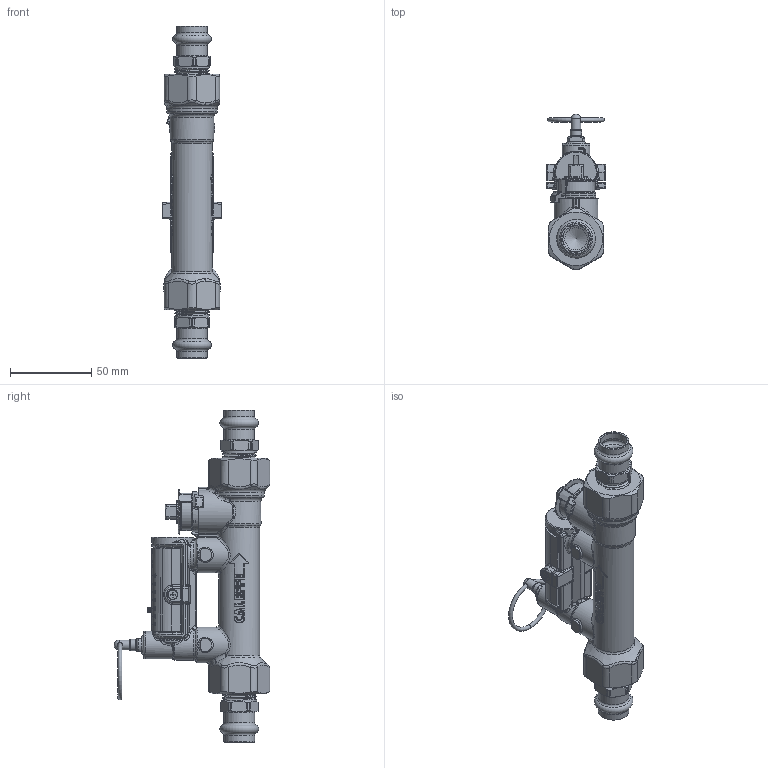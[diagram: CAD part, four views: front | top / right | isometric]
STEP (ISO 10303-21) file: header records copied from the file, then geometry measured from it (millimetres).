
FILE_DESCRIPTION(/* description */ (''),/* implementation_level */ '2;1');
FILE_NAME(/* name */ '132436A.stp',/* time_stamp */ '2025-07-16T16:27:09-05:00',/* author */ ('ischreiner'),/* organization */ (''),/* preprocessor_version */ 'ST-DEVELOPER v20',/* originating_system */ 'Autodesk Inventor 2025',/* authorisation */ '');
FILE_SCHEMA (('AUTOMOTIVE_DESIGN { 1 0 10303 214 3 1 1 }'));
Length unit declared in the file: inch
Products named in the file (3):  132436A; 132432A; Caleffi NA10494
Assembly tree (3 placements, depth 2):
   132436A
    132432A
    Caleffi NA10494  x2
Bounding box: 36.6 x 95.9 x 204.47 mm (x, y, z)
Volume: 162572.6 mm3; surface area: 51185.7 mm2
Topology: 5 solids, 7 shells, 2626 faces, 6572 edges, 3890 vertices
Faces by surface type: plane 800, bspline 730, cylinder 647, torus 181, sphere 160, cone 108
Full cylindrical faces by diameter (mm): 0.429 x1, 0.673 x1, 2.5 x3, 3 x3, 3.1 x2, 3.3 x1, 4.1 x1, 4.2 x1, 5.7 x2, 6 x3, 7 x1, 13.716 x2, 14.5 x1, 16.154 x4, 17 x1, 17.475 x2, 18.847 x4, 22 x2, 22.7 x2, 24.2 x1, 25 x1, 26 x1
Entity records: 122479 total; most frequent: CARTESIAN_POINT 66306, ORIENTED_EDGE 12488, DIRECTION 10514, EDGE_CURVE 6244, AXIS2_PLACEMENT_3D 4128, VERTEX_POINT 3780, EDGE_LOOP 2664, FACE_OUTER_BOUND 2556
